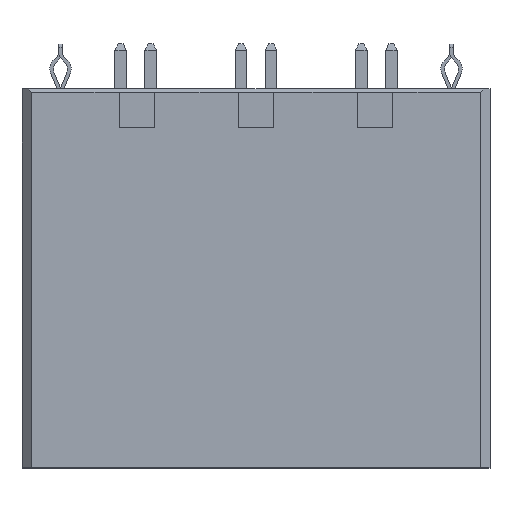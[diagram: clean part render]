
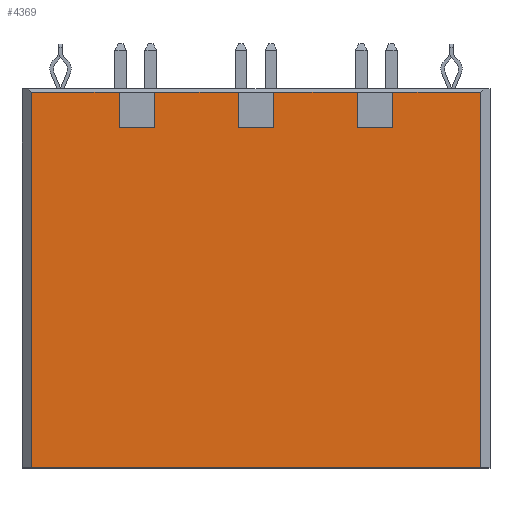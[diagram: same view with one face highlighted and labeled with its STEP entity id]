
A CAD part, top view. The second image highlights one B-rep face of the part: STEP entity #4369.
In plain terms, the highlighted planar face has unit normal (0, 0, 1).
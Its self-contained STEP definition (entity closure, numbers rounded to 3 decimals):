
#37=CARTESIAN_POINT('',(23.885,6.6,-13.79));
#38=VERTEX_POINT('',#37);
#45=CARTESIAN_POINT('',(-14.035,6.6,-13.79));
#46=VERTEX_POINT('',#45);
#47=CARTESIAN_POINT('',(23.885,6.6,-13.79));
#48=DIRECTION('',(-1.,0.,0.));
#49=VECTOR('',#48,37.92);
#50=LINE('',#47,#49);
#51=EDGE_CURVE('',#38,#46,#50,.T.);
#3891=CARTESIAN_POINT('',(23.885,38.3,-13.79));
#3892=VERTEX_POINT('',#3891);
#3899=CARTESIAN_POINT('',(23.885,38.3,-13.79));
#3900=DIRECTION('',(0.,-1.,0.));
#3901=VECTOR('',#3900,31.7);
#3902=LINE('',#3899,#3901);
#3903=EDGE_CURVE('',#3892,#38,#3902,.T.);
#3914=CARTESIAN_POINT('',(-14.035,38.3,-13.79));
#3915=VERTEX_POINT('',#3914);
#3916=CARTESIAN_POINT('',(-14.035,6.6,-13.79));
#3917=DIRECTION('',(0.,1.,0.));
#3918=VECTOR('',#3917,31.7);
#3919=LINE('',#3916,#3918);
#3920=EDGE_CURVE('',#46,#3915,#3919,.T.);
#4257=CARTESIAN_POINT('',(4.925,22.6,-13.79));
#4258=DIRECTION('',(-1.,0.,0.));
#4259=DIRECTION('',(0.,0.,1.));
#4260=AXIS2_PLACEMENT_3D('',#4257,#4259,#4258);
#4261=PLANE('',#4260);
#4262=ORIENTED_EDGE('',*,*,#3903,.F.);
#4263=CARTESIAN_POINT('',(16.476,38.3,-13.79));
#4264=VERTEX_POINT('',#4263);
#4265=CARTESIAN_POINT('',(23.885,38.3,-13.79));
#4266=DIRECTION('',(-1.,0.,0.));
#4267=VECTOR('',#4266,7.408);
#4268=LINE('',#4265,#4267);
#4269=EDGE_CURVE('',#3892,#4264,#4268,.T.);
#4270=ORIENTED_EDGE('',*,*,#4269,.T.);
#4271=CARTESIAN_POINT('',(16.476,35.3,-13.79));
#4272=VERTEX_POINT('',#4271);
#4273=CARTESIAN_POINT('',(16.476,38.3,-13.79));
#4274=DIRECTION('',(0.,-1.,0.));
#4275=VECTOR('',#4274,3.);
#4276=LINE('',#4273,#4275);
#4277=EDGE_CURVE('',#4264,#4272,#4276,.T.);
#4278=ORIENTED_EDGE('',*,*,#4277,.T.);
#4279=CARTESIAN_POINT('',(13.476,35.3,-13.79));
#4280=VERTEX_POINT('',#4279);
#4281=CARTESIAN_POINT('',(16.476,35.3,-13.79));
#4282=DIRECTION('',(-1.,0.,0.));
#4283=VECTOR('',#4282,3.);
#4284=LINE('',#4281,#4283);
#4285=EDGE_CURVE('',#4272,#4280,#4284,.T.);
#4286=ORIENTED_EDGE('',*,*,#4285,.T.);
#4287=CARTESIAN_POINT('',(13.476,38.3,-13.79));
#4288=VERTEX_POINT('',#4287);
#4289=CARTESIAN_POINT('',(13.476,35.3,-13.79));
#4290=DIRECTION('',(0.,1.,0.));
#4291=VECTOR('',#4290,3.);
#4292=LINE('',#4289,#4291);
#4293=EDGE_CURVE('',#4280,#4288,#4292,.T.);
#4294=ORIENTED_EDGE('',*,*,#4293,.T.);
#4295=CARTESIAN_POINT('',(6.425,38.3,-13.79));
#4296=VERTEX_POINT('',#4295);
#4297=CARTESIAN_POINT('',(13.476,38.3,-13.79));
#4298=DIRECTION('',(-1.,0.,0.));
#4299=VECTOR('',#4298,7.052);
#4300=LINE('',#4297,#4299);
#4301=EDGE_CURVE('',#4288,#4296,#4300,.T.);
#4302=ORIENTED_EDGE('',*,*,#4301,.T.);
#4303=CARTESIAN_POINT('',(6.425,35.3,-13.79));
#4304=VERTEX_POINT('',#4303);
#4305=CARTESIAN_POINT('',(6.425,38.3,-13.79));
#4306=DIRECTION('',(0.,-1.,0.));
#4307=VECTOR('',#4306,3.);
#4308=LINE('',#4305,#4307);
#4309=EDGE_CURVE('',#4296,#4304,#4308,.T.);
#4310=ORIENTED_EDGE('',*,*,#4309,.T.);
#4311=CARTESIAN_POINT('',(3.425,35.3,-13.79));
#4312=VERTEX_POINT('',#4311);
#4313=CARTESIAN_POINT('',(6.425,35.3,-13.79));
#4314=DIRECTION('',(-1.,0.,0.));
#4315=VECTOR('',#4314,3.);
#4316=LINE('',#4313,#4315);
#4317=EDGE_CURVE('',#4304,#4312,#4316,.T.);
#4318=ORIENTED_EDGE('',*,*,#4317,.T.);
#4319=CARTESIAN_POINT('',(3.425,38.3,-13.79));
#4320=VERTEX_POINT('',#4319);
#4321=CARTESIAN_POINT('',(3.425,35.3,-13.79));
#4322=DIRECTION('',(0.,1.,0.));
#4323=VECTOR('',#4322,3.);
#4324=LINE('',#4321,#4323);
#4325=EDGE_CURVE('',#4312,#4320,#4324,.T.);
#4326=ORIENTED_EDGE('',*,*,#4325,.T.);
#4327=CARTESIAN_POINT('',(-3.627,38.3,-13.79));
#4328=VERTEX_POINT('',#4327);
#4329=CARTESIAN_POINT('',(3.425,38.3,-13.79));
#4330=DIRECTION('',(-1.,0.,0.));
#4331=VECTOR('',#4330,7.052);
#4332=LINE('',#4329,#4331);
#4333=EDGE_CURVE('',#4320,#4328,#4332,.T.);
#4334=ORIENTED_EDGE('',*,*,#4333,.T.);
#4335=CARTESIAN_POINT('',(-3.627,35.3,-13.79));
#4336=VERTEX_POINT('',#4335);
#4337=CARTESIAN_POINT('',(-3.627,38.3,-13.79));
#4338=DIRECTION('',(0.,-1.,0.));
#4339=VECTOR('',#4338,3.);
#4340=LINE('',#4337,#4339);
#4341=EDGE_CURVE('',#4328,#4336,#4340,.T.);
#4342=ORIENTED_EDGE('',*,*,#4341,.T.);
#4343=CARTESIAN_POINT('',(-6.627,35.3,-13.79));
#4344=VERTEX_POINT('',#4343);
#4345=CARTESIAN_POINT('',(-3.627,35.3,-13.79));
#4346=DIRECTION('',(-1.,0.,0.));
#4347=VECTOR('',#4346,3.);
#4348=LINE('',#4345,#4347);
#4349=EDGE_CURVE('',#4336,#4344,#4348,.T.);
#4350=ORIENTED_EDGE('',*,*,#4349,.T.);
#4351=CARTESIAN_POINT('',(-6.627,38.3,-13.79));
#4352=VERTEX_POINT('',#4351);
#4353=CARTESIAN_POINT('',(-6.627,35.3,-13.79));
#4354=DIRECTION('',(0.,1.,0.));
#4355=VECTOR('',#4354,3.);
#4356=LINE('',#4353,#4355);
#4357=EDGE_CURVE('',#4344,#4352,#4356,.T.);
#4358=ORIENTED_EDGE('',*,*,#4357,.T.);
#4359=CARTESIAN_POINT('',(-6.627,38.3,-13.79));
#4360=DIRECTION('',(-1.,0.,0.));
#4361=VECTOR('',#4360,7.408);
#4362=LINE('',#4359,#4361);
#4363=EDGE_CURVE('',#4352,#3915,#4362,.T.);
#4364=ORIENTED_EDGE('',*,*,#4363,.T.);
#4365=ORIENTED_EDGE('',*,*,#3920,.F.);
#4366=ORIENTED_EDGE('',*,*,#51,.F.);
#4367=EDGE_LOOP('',(#4262,#4270,#4278,#4286,#4294,#4302,#4310,#4318,#4326,#4334,#4342,#4350,#4358,#4364,#4365,#4366));
#4368=FACE_OUTER_BOUND('',#4367,.T.);
#4369=ADVANCED_FACE('',(#4368),#4261,.T.);
